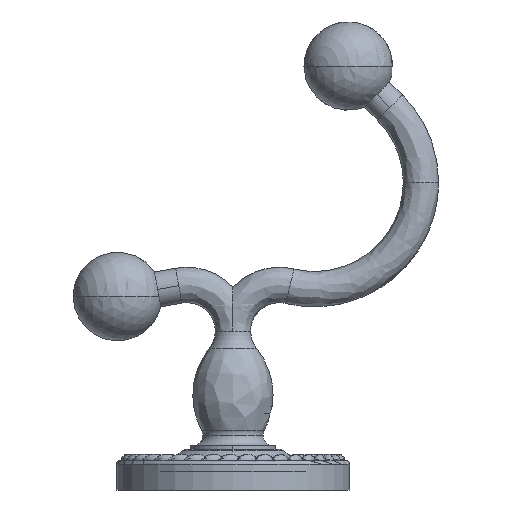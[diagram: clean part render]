
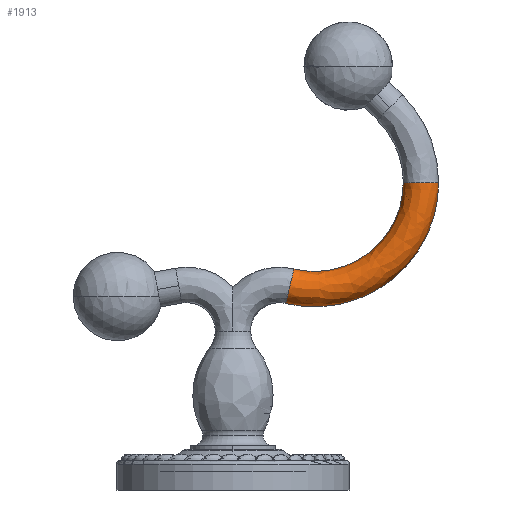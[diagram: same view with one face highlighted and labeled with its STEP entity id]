
A CAD part, left-side view. The second image highlights one B-rep face of the part: STEP entity #1913.
In plain terms, the highlighted free-form (B-spline) face has degree [3, 3] with [4, 4] control points.
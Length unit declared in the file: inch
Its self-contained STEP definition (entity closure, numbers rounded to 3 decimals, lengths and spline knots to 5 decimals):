
#890=CARTESIAN_POINT('',(0.00002,-2.48161,
-0.67669));
#902=CARTESIAN_POINT('',(0.00002,-2.09839,
-0.58518));
#932=CARTESIAN_POINT('',(0.00002,-3.4387,-2.28324));
#933=CARTESIAN_POINT('',(0.00002,-3.25843,
-2.28324));
#934=CARTESIAN_POINT('',(0.00002,-2.85928,
-2.21069));
#935=CARTESIAN_POINT('',(0.00002,-2.31216,
-1.79444));
#936=CARTESIAN_POINT('',(0.00002,-2.03437,
-1.16561));
#937=CARTESIAN_POINT('',(0.00002,-2.05651,
-0.76052));
#938=CARTESIAN_POINT('',(0.00002,-2.09839,
-0.58518));
#940=CARTESIAN_POINT('',(0.00002,-2.48161,
-0.67669));
#941=CARTESIAN_POINT('',(0.00002,-2.45171,
-0.8019));
#942=CARTESIAN_POINT('',(0.00002,-2.4359,
-1.09116));
#943=CARTESIAN_POINT('',(0.00002,-2.63426,
-1.5402));
#944=CARTESIAN_POINT('',(0.00002,-3.02495,
-1.83744));
#945=CARTESIAN_POINT('',(0.00002,-3.30997,
-1.88924));
#946=CARTESIAN_POINT('',(0.00002,-3.4387,-1.88924));
#948=CARTESIAN_POINT('',(0.00002,-2.09839,
-0.58518));
#949=CARTESIAN_POINT('',(-0.03281,-2.09839,
-0.58518));
#950=CARTESIAN_POINT('',(-0.09839,-2.10969,
-0.58788));
#951=CARTESIAN_POINT('',(-0.17961,-2.19452,
-0.60814));
#952=CARTESIAN_POINT('',(-0.20566,-2.29,
-0.63094));
#953=CARTESIAN_POINT('',(-0.17961,-2.38548,
-0.65374));
#954=CARTESIAN_POINT('',(-0.09839,-2.47031,
-0.67399));
#955=CARTESIAN_POINT('',(-0.03281,-2.48161,
-0.67669));
#956=CARTESIAN_POINT('',(0.00002,-2.48161,
-0.67669));
#968=CARTESIAN_POINT('',(0.00002,-3.4387,-2.28324));
#969=CARTESIAN_POINT('',(-0.03281,-3.4387,-2.28324));
#970=CARTESIAN_POINT('',(-0.09839,-3.4387,-2.27162));
#971=CARTESIAN_POINT('',(-0.17961,-3.4387,-2.18441));
#972=CARTESIAN_POINT('',(-0.20566,-3.4387,-2.08624));
#973=CARTESIAN_POINT('',(-0.17961,-3.4387,-1.98808));
#974=CARTESIAN_POINT('',(-0.09839,-3.4387,-1.90086));
#975=CARTESIAN_POINT('',(-0.03281,-3.4387,-1.88924));
#976=CARTESIAN_POINT('',(0.00002,-3.4387,-1.88924));
#1378=VERTEX_POINT('',#890);
#1380=VERTEX_POINT('',#902);
#1382=VERTEX_POINT('',#932);
#1383=VERTEX_POINT('',#946);
#1889=CARTESIAN_POINT('',(0.02434,-2.10585,
-0.56138));
#1890=CARTESIAN_POINT('',(0.02434,-1.85823,
-1.52116));
#1891=CARTESIAN_POINT('',(0.02434,-2.47228,
-2.29928));
#1892=CARTESIAN_POINT('',(0.02434,-3.46337,
-2.28152));
#1893=CARTESIAN_POINT('',(-0.47705,-2.04547,
-0.5458));
#1894=CARTESIAN_POINT('',(-0.47705,-1.78663,
-1.54906));
#1895=CARTESIAN_POINT('',(-0.47705,-2.4285,
-2.36244));
#1896=CARTESIAN_POINT('',(-0.47705,-3.46449,
-2.34387));
#1897=CARTESIAN_POINT('',(-0.49073,-2.53956,
-0.67327));
#1898=CARTESIAN_POINT('',(-0.49073,-2.37252,
-1.32074));
#1899=CARTESIAN_POINT('',(-0.49073,-2.78676,
-1.84566));
#1900=CARTESIAN_POINT('',(-0.49073,-3.45534,
-1.83368));
#1901=CARTESIAN_POINT('',(0.02166,-2.48474,
-0.65913));
#1902=CARTESIAN_POINT('',(0.02166,-2.30752,
-1.34607));
#1903=CARTESIAN_POINT('',(0.02166,-2.74701,
-1.90299));
#1904=CARTESIAN_POINT('',(0.02166,-3.45636,
-1.89028));
#1905=(BOUNDED_SURFACE()B_SPLINE_SURFACE(3,3,((#1889,#1890,#1891,#1892),(#1893,
#1894,#1895,#1896),(#1897,#1898,#1899,#1900),(#1901,#1902,#1903,#1904)),
.UNSPECIFIED.,.F.,.F.,.F.)B_SPLINE_SURFACE_WITH_KNOTS((4,4),(4,4),(
-0.06604,1.05828),(-0.01157,1.01147),
.UNSPECIFIED.)GEOMETRIC_REPRESENTATION_ITEM()RATIONAL_B_SPLINE_SURFACE(((
2.843,2.095,2.095,2.842),(
0.728,0.537,0.537,0.728),(
0.714,0.526,0.526,0.714),(
2.799,2.063,2.063,2.799)))REPRESENTATION_ITEM('')SURFACE());
#1906=ORIENTED_EDGE('',*,*,#1878,.F.);
#1908=ORIENTED_EDGE('',*,*,#1907,.T.);
#1909=ORIENTED_EDGE('',*,*,#1882,.F.);
#1910=ORIENTED_EDGE('',*,*,#1827,.F.);
#1911=EDGE_LOOP('',(#1906,#1908,#1909,#1910));
#1912=FACE_OUTER_BOUND('',#1911,.F.);
#1913=ADVANCED_FACE('',(#1912),#1905,.T.);
#939=B_SPLINE_CURVE_WITH_KNOTS('',3,(#932,#933,#934,#935,#936,#937,#938),
.UNSPECIFIED.,.F.,.F.,(4,1,1,1,4),(0.,0.25,0.5,0.75,1.),
.UNSPECIFIED.);
#947=B_SPLINE_CURVE_WITH_KNOTS('',3,(#940,#941,#942,#943,#944,#945,#946),
.UNSPECIFIED.,.F.,.F.,(4,1,1,1,4),(0.,0.25,0.5,0.75,1.),
.UNSPECIFIED.);
#957=B_SPLINE_CURVE_WITH_KNOTS('',3,(#948,#949,#950,#951,#952,#953,#954,#955,
#956),.UNSPECIFIED.,.F.,.F.,(4,1,1,1,1,1,4),(0.,0.25,0.375,0.5,0.625,
0.75,1.),.UNSPECIFIED.);
#977=B_SPLINE_CURVE_WITH_KNOTS('',3,(#968,#969,#970,#971,#972,#973,#974,#975,
#976),.UNSPECIFIED.,.F.,.F.,(4,1,1,1,1,1,4),(0.,0.25,0.375,0.5,0.625,
0.75,1.),.UNSPECIFIED.);
#1827=EDGE_CURVE('',#1380,#1378,#957,.T.);
#1878=EDGE_CURVE('',#1382,#1380,#939,.T.);
#1882=EDGE_CURVE('',#1378,#1383,#947,.T.);
#1907=EDGE_CURVE('',#1382,#1383,#977,.T.);
